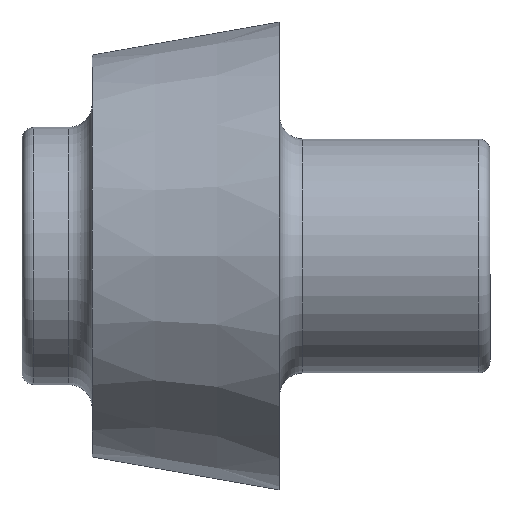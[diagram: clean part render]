
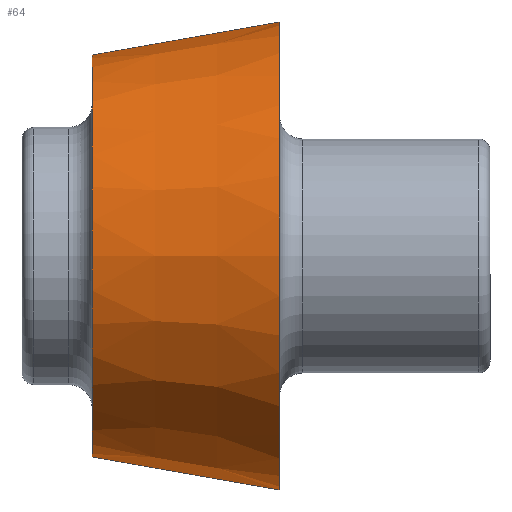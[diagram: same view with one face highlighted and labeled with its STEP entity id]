
A CAD part, top view. The second image highlights one B-rep face of the part: STEP entity #64.
In plain terms, the highlighted conical face has half-angle 10 degrees and reference radius 100 mm.
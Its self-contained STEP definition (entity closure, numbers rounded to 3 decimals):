
#6 = CARTESIAN_POINT ( 'NONE',  ( -170., -85.894, 0. ) ) ;
#9 = CARTESIAN_POINT ( 'NONE',  ( -90., 100., 0. ) ) ;
#15 = AXIS2_PLACEMENT_3D ( 'NONE', #418, #212, #377 ) ;
#46 = ORIENTED_EDGE ( 'NONE', *, *, #288, .F. ) ;
#64 = ADVANCED_FACE ( 'NONE', ( #354 ), #201, .T. ) ;
#70 = VERTEX_POINT ( 'NONE', #265 ) ;
#78 = AXIS2_PLACEMENT_3D ( 'NONE', #102, #398, #441 ) ;
#92 = DIRECTION ( 'NONE',  ( 1., 0., 0. ) ) ;
#93 = DIRECTION ( 'NONE',  ( 0.985, 0.174, 0. ) ) ;
#97 = LINE ( 'NONE', #466, #141 ) ;
#102 = CARTESIAN_POINT ( 'NONE',  ( -90., 0., 0. ) ) ;
#110 = EDGE_LOOP ( 'NONE', ( #143, #467, #46, #137 ) ) ;
#137 = ORIENTED_EDGE ( 'NONE', *, *, #446, .F. ) ;
#141 = VECTOR ( 'NONE', #93, 1000. ) ;
#143 = ORIENTED_EDGE ( 'NONE', *, *, #284, .T. ) ;
#163 = CARTESIAN_POINT ( 'NONE',  ( -170., 0., 0. ) ) ;
#172 = CARTESIAN_POINT ( 'NONE',  ( -170., 85.894, 0. ) ) ;
#177 = CARTESIAN_POINT ( 'NONE',  ( -90., -100., 0. ) ) ;
#201 = CONICAL_SURFACE ( 'NONE', #78, 100., 0.175 ) ;
#212 = DIRECTION ( 'NONE',  ( 1., 0., 0. ) ) ;
#244 = CIRCLE ( 'NONE', #15, 100. ) ;
#265 = CARTESIAN_POINT ( 'NONE',  ( -90., -100., 0. ) ) ;
#273 = VERTEX_POINT ( 'NONE', #9 ) ;
#284 = EDGE_CURVE ( 'NONE', #322, #312, #334, .T. ) ;
#288 = EDGE_CURVE ( 'NONE', #273, #70, #244, .T. ) ;
#312 = VERTEX_POINT ( 'NONE', #6 ) ;
#322 = VERTEX_POINT ( 'NONE', #172 ) ;
#334 = CIRCLE ( 'NONE', #493, 85.894 ) ;
#336 = VECTOR ( 'NONE', #471, 1000. ) ;
#354 = FACE_OUTER_BOUND ( 'NONE', #110, .T. ) ;
#377 = DIRECTION ( 'NONE',  ( 0., 1., 0. ) ) ;
#398 = DIRECTION ( 'NONE',  ( 1., 0., 0. ) ) ;
#418 = CARTESIAN_POINT ( 'NONE',  ( -90., 0., 0. ) ) ;
#430 = EDGE_CURVE ( 'NONE', #312, #70, #518, .T. ) ;
#441 = DIRECTION ( 'NONE',  ( 0., 1., 0. ) ) ;
#446 = EDGE_CURVE ( 'NONE', #322, #273, #97, .T. ) ;
#456 = DIRECTION ( 'NONE',  ( 0., 1., 0. ) ) ;
#466 = CARTESIAN_POINT ( 'NONE',  ( -90., 100., 0. ) ) ;
#467 = ORIENTED_EDGE ( 'NONE', *, *, #430, .T. ) ;
#471 = DIRECTION ( 'NONE',  ( 0.985, -0.174, 0. ) ) ;
#493 = AXIS2_PLACEMENT_3D ( 'NONE', #163, #92, #456 ) ;
#518 = LINE ( 'NONE', #177, #336 ) ;
